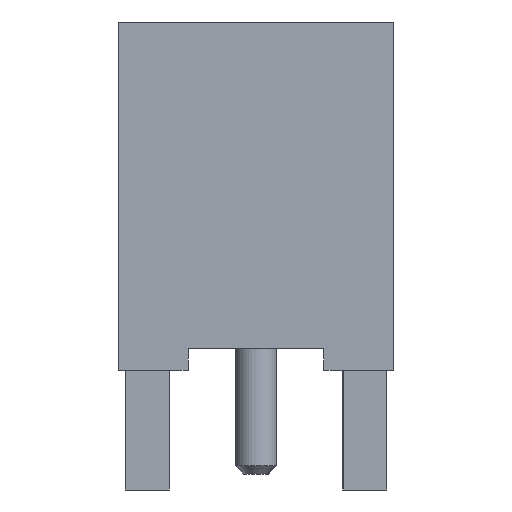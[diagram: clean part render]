
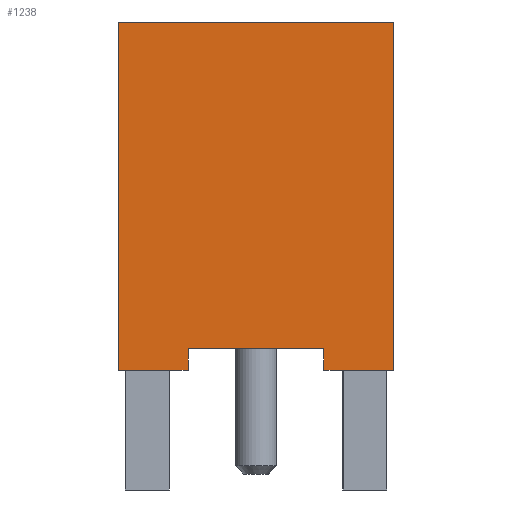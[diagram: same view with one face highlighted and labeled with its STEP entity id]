
A CAD part, left-side view. The second image highlights one B-rep face of the part: STEP entity #1238.
In plain terms, the highlighted planar face has unit normal (-1, 0, 0).
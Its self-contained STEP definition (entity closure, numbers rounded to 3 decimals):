
#842=CARTESIAN_POINT('',(-3.68,-1.585,0.51));
#843=VERTEX_POINT('',#842);
#850=CARTESIAN_POINT('',(-3.68,1.585,0.51));
#851=VERTEX_POINT('',#850);
#852=CARTESIAN_POINT('',(-3.68,1.585,0.51));
#853=DIRECTION('',(0.0,-1.0,0.0));
#854=VECTOR('',#853,3.17);
#855=LINE('',#852,#854);
#856=EDGE_CURVE('',#851,#843,#855,.T.);
#921=CARTESIAN_POINT('',(-3.68,-3.215,0.0));
#922=VERTEX_POINT('',#921);
#923=CARTESIAN_POINT('',(-3.68,-1.585,0.0));
#924=VERTEX_POINT('',#923);
#925=CARTESIAN_POINT('',(-3.68,-3.215,0.0));
#926=DIRECTION('',(0.0,1.0,0.0));
#927=VECTOR('',#926,1.63);
#928=LINE('',#925,#927);
#929=EDGE_CURVE('',#922,#924,#928,.T.);
#1125=CARTESIAN_POINT('',(-3.68,3.215,0.0));
#1126=VERTEX_POINT('',#1125);
#1143=CARTESIAN_POINT('',(-3.68,1.585,0.0));
#1144=VERTEX_POINT('',#1143);
#1151=CARTESIAN_POINT('',(-3.68,1.585,0.0));
#1152=DIRECTION('',(0.0,1.0,0.0));
#1153=VECTOR('',#1152,1.63);
#1154=LINE('',#1151,#1153);
#1155=EDGE_CURVE('',#1144,#1126,#1154,.T.);
#1194=CARTESIAN_POINT('',(-3.68,3.536,-0.406));
#1195=DIRECTION('',(-1.0,0.0,0.0));
#1196=DIRECTION('',(0.0,-1.0,0.0));
#1197=AXIS2_PLACEMENT_3D('',#1194,#1195,#1196);
#1198=PLANE('',#1197);
#1199=CARTESIAN_POINT('',(-3.68,3.215,8.13));
#1200=VERTEX_POINT('',#1199);
#1201=CARTESIAN_POINT('',(-3.68,-3.215,8.13));
#1202=VERTEX_POINT('',#1201);
#1203=CARTESIAN_POINT('',(-3.68,3.215,8.13));
#1204=DIRECTION('',(0.0,-1.0,0.0));
#1205=VECTOR('',#1204,6.43);
#1206=LINE('',#1203,#1205);
#1207=EDGE_CURVE('',#1200,#1202,#1206,.T.);
#1208=ORIENTED_EDGE('',*,*,#1207,.F.);
#1209=CARTESIAN_POINT('',(-3.68,3.215,0.0));
#1210=DIRECTION('',(0.0,0.0,1.0));
#1211=VECTOR('',#1210,8.13);
#1212=LINE('',#1209,#1211);
#1213=EDGE_CURVE('',#1126,#1200,#1212,.T.);
#1214=ORIENTED_EDGE('',*,*,#1213,.F.);
#1215=ORIENTED_EDGE('',*,*,#1155,.F.);
#1216=CARTESIAN_POINT('',(-3.68,1.585,0.0));
#1217=DIRECTION('',(0.0,0.0,1.0));
#1218=VECTOR('',#1217,0.51);
#1219=LINE('',#1216,#1218);
#1220=EDGE_CURVE('',#1144,#851,#1219,.T.);
#1221=ORIENTED_EDGE('',*,*,#1220,.T.);
#1222=ORIENTED_EDGE('',*,*,#856,.T.);
#1223=CARTESIAN_POINT('',(-3.68,-1.585,0.0));
#1224=DIRECTION('',(0.0,0.0,1.0));
#1225=VECTOR('',#1224,0.51);
#1226=LINE('',#1223,#1225);
#1227=EDGE_CURVE('',#924,#843,#1226,.T.);
#1228=ORIENTED_EDGE('',*,*,#1227,.F.);
#1229=ORIENTED_EDGE('',*,*,#929,.F.);
#1230=CARTESIAN_POINT('',(-3.68,-3.215,0.0));
#1231=DIRECTION('',(0.0,0.0,1.0));
#1232=VECTOR('',#1231,8.13);
#1233=LINE('',#1230,#1232);
#1234=EDGE_CURVE('',#922,#1202,#1233,.T.);
#1235=ORIENTED_EDGE('',*,*,#1234,.T.);
#1236=EDGE_LOOP('',(#1208,#1214,#1215,#1221,#1222,#1228,#1229,#1235));
#1237=FACE_OUTER_BOUND('',#1236,.T.);
#1238=ADVANCED_FACE('',(#1237),#1198,.T.);
